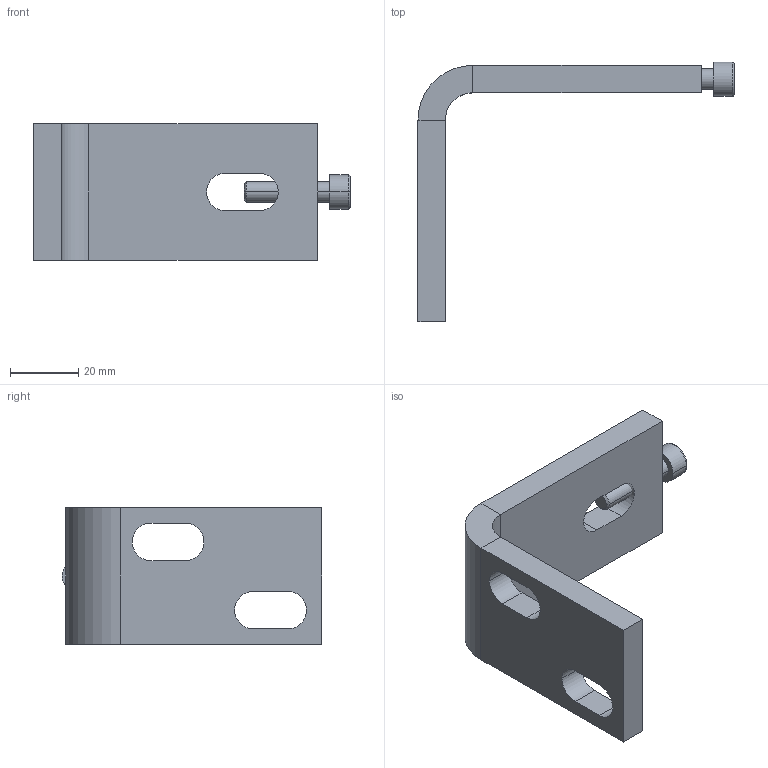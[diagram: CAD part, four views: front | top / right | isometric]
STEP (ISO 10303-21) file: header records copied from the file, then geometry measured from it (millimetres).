
FILE_DESCRIPTION (( 'STEP AP203' ), '1' );
FILE_NAME ('D4_52-K.STEP', '2018-11-30T10:00:33', ( '' ), ( '' ), 'SwSTEP 2.0', 'SolidWorks 2018', '' );
FILE_SCHEMA (( 'CONFIG_CONTROL_DESIGN' ));
Length unit declared in the file: millimetre
Products named in the file (3): D4_52-K.P1; DIN 912_SKRUTKA M 6x 25; D4_52-K
Assembly tree (2 placements, depth 2):
  D4_52-K
    D4_52-K.P1
    DIN 912_SKRUTKA M 6x 25
Bounding box: 92.5 x 76 x 40 mm (x, y, z)
Volume: 42318.7 mm3; surface area: 15620.9 mm2
Topology: 2 solids, 2 shells, 62 faces, 139 edges, 81 vertices
Faces by surface type: plane 33, cylinder 16, cone 11, torus 2
Entity records: 2104 total; most frequent: CARTESIAN_POINT 404, DIRECTION 311, ORIENTED_EDGE 274, EDGE_CURVE 137, AXIS2_PLACEMENT_3D 116, VERTEX_POINT 81, LINE 79, VECTOR 79
